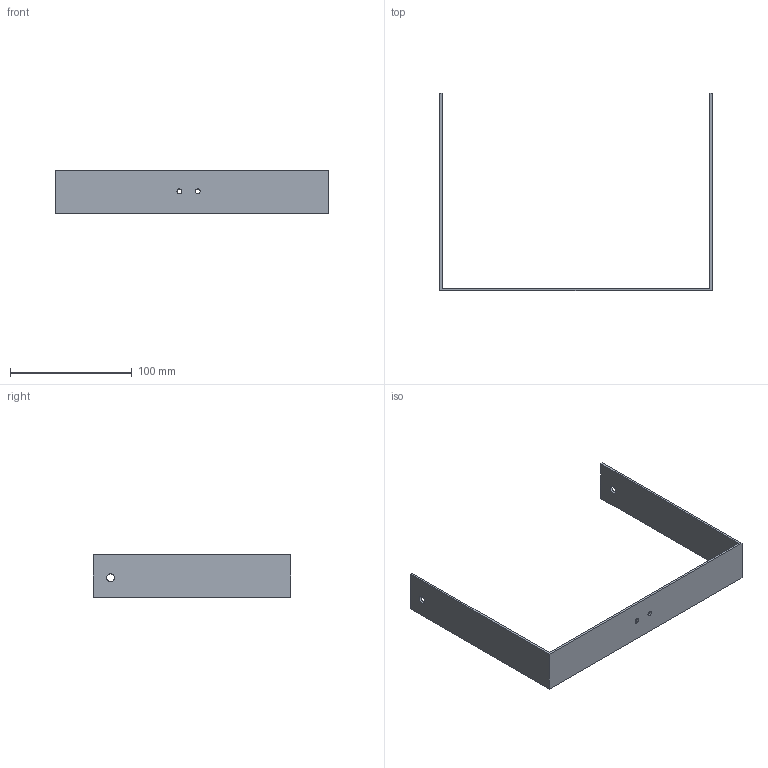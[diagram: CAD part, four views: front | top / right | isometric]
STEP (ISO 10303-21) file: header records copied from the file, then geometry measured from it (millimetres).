
FILE_DESCRIPTION(('FreeCAD Model'),'2;1');
FILE_NAME('open-light-ONE-u-support.step', '2018-06-04T16:15:24',('Author'),(''), 'Open CASCADE STEP processor 7.2','FreeCAD','Unknown');
FILE_SCHEMA(('AUTOMOTIVE_DESIGN { 1 0 10303 214 1 1 1 1 }'));
Length unit declared in the file: millimetre
Products named in the file (1): Cut
Bounding box: 224 x 162 x 35 mm (x, y, z)
Volume: 37900.7 mm3; surface area: 40347.7 mm2
Topology: 1 solids, 1 shells, 14 faces, 36 edges, 24 vertices
Faces by surface type: plane 10, cylinder 4
Full cylindrical faces by diameter (mm): 4 x2, 6.4 x2
Entity records: 1091 total; most frequent: CARTESIAN_POINT 227, DIRECTION 140, LINE 88, VECTOR 88, ORIENTED_EDGE 72, PCURVE 72, DEFINITIONAL_REPRESENTATION 72, EDGE_CURVE 36
